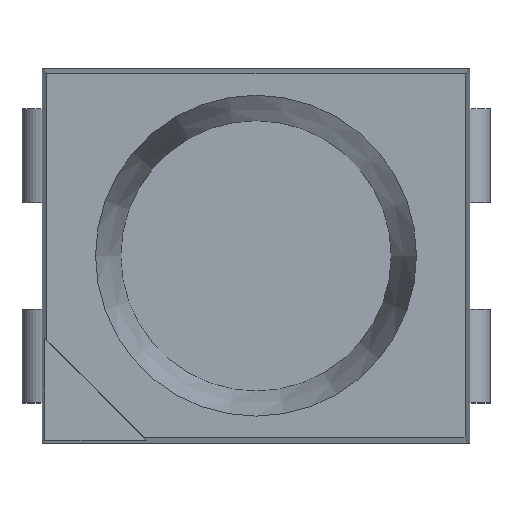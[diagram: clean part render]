
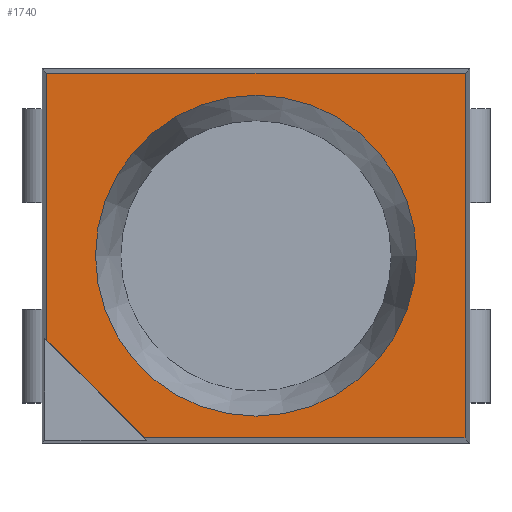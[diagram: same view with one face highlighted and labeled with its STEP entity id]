
A CAD part, top view. The second image highlights one B-rep face of the part: STEP entity #1740.
In plain terms, the highlighted planar face has unit normal (0, 0, 1).
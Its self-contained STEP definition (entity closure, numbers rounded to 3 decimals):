
#65=CIRCLE('',#1882,1.2);
#113=ORIENTED_EDGE('',*,*,#625,.F.);
#114=ORIENTED_EDGE('',*,*,#626,.T.);
#115=ORIENTED_EDGE('',*,*,#627,.T.);
#116=ORIENTED_EDGE('',*,*,#628,.T.);
#117=ORIENTED_EDGE('',*,*,#629,.T.);
#118=ORIENTED_EDGE('',*,*,#630,.T.);
#625=EDGE_CURVE('',#881,#882,#1053,.T.);
#626=EDGE_CURVE('',#881,#883,#1054,.F.);
#627=EDGE_CURVE('',#883,#884,#1055,.F.);
#628=EDGE_CURVE('',#884,#885,#1056,.F.);
#629=EDGE_CURVE('',#885,#882,#1057,.F.);
#630=EDGE_CURVE('',#886,#886,#65,.T.);
#881=VERTEX_POINT('',#2535);
#882=VERTEX_POINT('',#2536);
#883=VERTEX_POINT('',#2538);
#884=VERTEX_POINT('',#2540);
#885=VERTEX_POINT('',#2542);
#886=VERTEX_POINT('',#2545);
#1053=LINE('',#2534,#1261);
#1054=LINE('',#2537,#1262);
#1055=LINE('',#2539,#1263);
#1056=LINE('',#2541,#1264);
#1057=LINE('',#2543,#1265);
#1261=VECTOR('',#2032,1000.);
#1262=VECTOR('',#2033,1000.);
#1263=VECTOR('',#2034,1000.);
#1264=VECTOR('',#2035,1000.);
#1265=VECTOR('',#2036,1000.);
#1469=EDGE_LOOP('',(#113,#114,#115,#116,#117));
#1470=EDGE_LOOP('',(#118));
#1569=FACE_BOUND('',#1469,.T.);
#1570=FACE_BOUND('',#1470,.T.);
#1669=PLANE('',#1881);
#1740=ADVANCED_FACE('',(#1569,#1570),#1669,.T.);
#1881=AXIS2_PLACEMENT_3D('',#2533,#2030,#2031);
#1882=AXIS2_PLACEMENT_3D('',#2544,#2037,#2038);
#2030=DIRECTION('',(0.,0.,1.));
#2031=DIRECTION('',(1.,0.,0.));
#2032=DIRECTION('',(-0.707,0.707,0.));
#2033=DIRECTION('',(-1.,0.,0.));
#2034=DIRECTION('',(0.,-1.,0.));
#2035=DIRECTION('',(1.,0.,0.));
#2036=DIRECTION('',(0.,1.,0.));
#2037=DIRECTION('',(0.,0.,-1.));
#2038=DIRECTION('',(-1.,0.,0.));
#2533=CARTESIAN_POINT('',(-1.6,-1.4,1.855));
#2534=CARTESIAN_POINT('',(-0.8,-1.4,1.855));
#2535=CARTESIAN_POINT('',(-0.837,-1.363,1.855));
#2536=CARTESIAN_POINT('',(-1.563,-0.637,1.855));
#2537=CARTESIAN_POINT('',(0.,-1.363,1.855));
#2538=CARTESIAN_POINT('',(1.563,-1.363,1.855));
#2539=CARTESIAN_POINT('',(1.563,0.,1.855));
#2540=CARTESIAN_POINT('',(1.563,1.363,1.855));
#2541=CARTESIAN_POINT('',(0.,1.363,1.855));
#2542=CARTESIAN_POINT('',(-1.563,1.363,1.855));
#2543=CARTESIAN_POINT('',(-1.563,0.,1.855));
#2544=CARTESIAN_POINT('',(0.,0.,1.855));
#2545=CARTESIAN_POINT('',(-1.2,0.,1.855));
